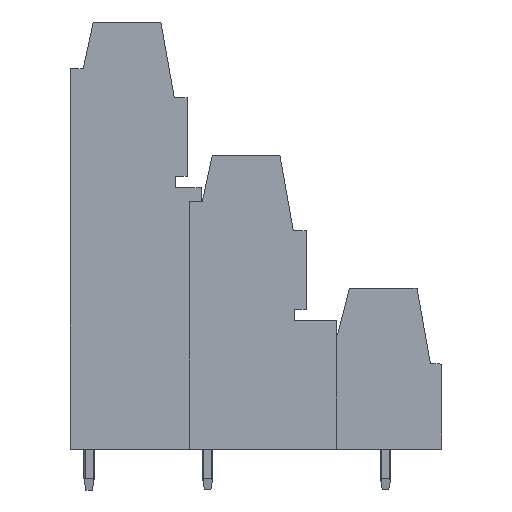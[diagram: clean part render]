
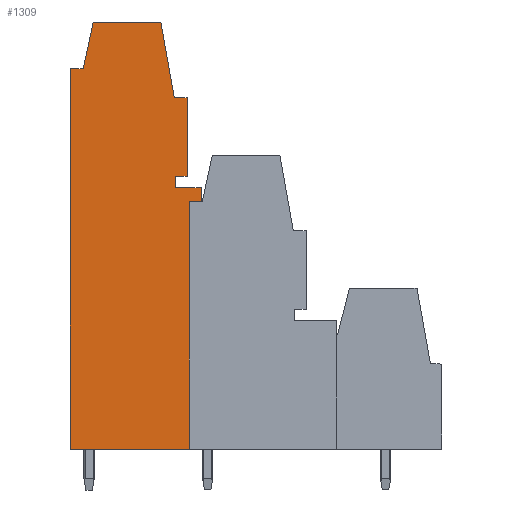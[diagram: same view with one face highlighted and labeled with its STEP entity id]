
A CAD part, left-side view. The second image highlights one B-rep face of the part: STEP entity #1309.
In plain terms, the highlighted planar face has unit normal (-1, 0, 0).
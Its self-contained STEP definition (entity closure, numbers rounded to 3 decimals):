
#1112=AXIS2_PLACEMENT_3D('Plane Axis2P3D',#1109,#1110,#1111) ;
#997=CARTESIAN_POINT('Vertex',(2.54,20.6,24.7)) ;
#1000=CARTESIAN_POINT('Line Origine',(2.54,21.1,24.7)) ;
#1004=CARTESIAN_POINT('Vertex',(2.54,21.6,24.7)) ;
#1030=CARTESIAN_POINT('Vertex',(2.54,21.6,3.5)) ;
#1033=CARTESIAN_POINT('Line Origine',(2.54,26.7,3.5)) ;
#1037=CARTESIAN_POINT('Vertex',(2.54,31.8,3.5)) ;
#1109=CARTESIAN_POINT('Axis2P3D Location',(2.54,35.177,3.5)) ;
#1213=CARTESIAN_POINT('Line Origine',(2.54,20.6,25.3)) ;
#1217=CARTESIAN_POINT('Vertex',(2.54,20.6,25.9)) ;
#1220=CARTESIAN_POINT('Line Origine',(2.54,21.7,25.9)) ;
#1224=CARTESIAN_POINT('Vertex',(2.54,22.8,25.9)) ;
#1227=CARTESIAN_POINT('Line Origine',(2.54,22.8,26.4)) ;
#1231=CARTESIAN_POINT('Vertex',(2.54,22.8,26.9)) ;
#1234=CARTESIAN_POINT('Line Origine',(2.54,22.3,26.9)) ;
#1238=CARTESIAN_POINT('Vertex',(2.54,21.8,26.9)) ;
#1241=CARTESIAN_POINT('Line Origine',(2.54,21.8,30.25)) ;
#1245=CARTESIAN_POINT('Vertex',(2.54,21.8,33.6)) ;
#1248=CARTESIAN_POINT('Line Origine',(2.54,22.352,33.6)) ;
#1252=CARTESIAN_POINT('Vertex',(2.54,22.904,33.6)) ;
#1255=CARTESIAN_POINT('Line Origine',(2.54,23.477,36.85)) ;
#1259=CARTESIAN_POINT('Vertex',(2.54,24.05,40.1)) ;
#1262=CARTESIAN_POINT('Line Origine',(2.54,26.95,40.1)) ;
#1266=CARTESIAN_POINT('Vertex',(2.54,29.85,40.1)) ;
#1269=CARTESIAN_POINT('Line Origine',(2.54,30.275,38.1)) ;
#1273=CARTESIAN_POINT('Vertex',(2.54,30.7,36.1)) ;
#1276=CARTESIAN_POINT('Line Origine',(2.54,31.25,36.1)) ;
#1280=CARTESIAN_POINT('Vertex',(2.54,31.8,36.1)) ;
#1283=CARTESIAN_POINT('Line Origine',(2.54,31.8,19.8)) ;
#1288=CARTESIAN_POINT('Line Origine',(2.54,21.6,14.1)) ;
#1001=DIRECTION('Vector Direction',(0.,1.,0.)) ;
#1034=DIRECTION('Vector Direction',(0.,-1.,0.)) ;
#1110=DIRECTION('Axis2P3D Direction',(-1.,0.,0.)) ;
#1111=DIRECTION('Axis2P3D XDirection',(0.,-1.,0.)) ;
#1214=DIRECTION('Vector Direction',(0.,0.,1.)) ;
#1221=DIRECTION('Vector Direction',(0.,1.,0.)) ;
#1228=DIRECTION('Vector Direction',(0.,0.,-1.)) ;
#1235=DIRECTION('Vector Direction',(0.,1.,0.)) ;
#1242=DIRECTION('Vector Direction',(0.,0.,-1.)) ;
#1249=DIRECTION('Vector Direction',(0.,-1.,0.)) ;
#1256=DIRECTION('Vector Direction',(0.,-0.174,-0.985)) ;
#1263=DIRECTION('Vector Direction',(0.,-1.,0.)) ;
#1270=DIRECTION('Vector Direction',(0.,-0.208,0.978)) ;
#1277=DIRECTION('Vector Direction',(0.,-1.,0.)) ;
#1284=DIRECTION('Vector Direction',(0.,0.,1.)) ;
#1289=DIRECTION('Vector Direction',(0.,0.,1.)) ;
#1002=VECTOR('Line Direction',#1001,1.) ;
#1035=VECTOR('Line Direction',#1034,1.) ;
#1215=VECTOR('Line Direction',#1214,1.) ;
#1222=VECTOR('Line Direction',#1221,1.) ;
#1229=VECTOR('Line Direction',#1228,1.) ;
#1236=VECTOR('Line Direction',#1235,1.) ;
#1243=VECTOR('Line Direction',#1242,1.) ;
#1250=VECTOR('Line Direction',#1249,1.) ;
#1257=VECTOR('Line Direction',#1256,1.) ;
#1264=VECTOR('Line Direction',#1263,1.) ;
#1271=VECTOR('Line Direction',#1270,1.) ;
#1278=VECTOR('Line Direction',#1277,1.) ;
#1285=VECTOR('Line Direction',#1284,1.) ;
#1290=VECTOR('Line Direction',#1289,1.) ;
#1294=ORIENTED_EDGE('',*,*,#1219,.T.) ;
#1295=ORIENTED_EDGE('',*,*,#1226,.T.) ;
#1296=ORIENTED_EDGE('',*,*,#1233,.F.) ;
#1297=ORIENTED_EDGE('',*,*,#1240,.F.) ;
#1298=ORIENTED_EDGE('',*,*,#1247,.F.) ;
#1299=ORIENTED_EDGE('',*,*,#1254,.F.) ;
#1300=ORIENTED_EDGE('',*,*,#1261,.F.) ;
#1301=ORIENTED_EDGE('',*,*,#1268,.F.) ;
#1302=ORIENTED_EDGE('',*,*,#1275,.F.) ;
#1303=ORIENTED_EDGE('',*,*,#1282,.F.) ;
#1304=ORIENTED_EDGE('',*,*,#1287,.F.) ;
#1305=ORIENTED_EDGE('',*,*,#1039,.T.) ;
#1306=ORIENTED_EDGE('',*,*,#1292,.T.) ;
#1307=ORIENTED_EDGE('',*,*,#1006,.F.) ;
#1309=ADVANCED_FACE('HOUSING',(#1308),#1113,.T.) ;
#1006=EDGE_CURVE('',#998,#1005,#1003,.T.) ;
#1039=EDGE_CURVE('',#1038,#1031,#1036,.T.) ;
#1219=EDGE_CURVE('',#998,#1218,#1216,.T.) ;
#1226=EDGE_CURVE('',#1218,#1225,#1223,.T.) ;
#1233=EDGE_CURVE('',#1232,#1225,#1230,.T.) ;
#1240=EDGE_CURVE('',#1239,#1232,#1237,.T.) ;
#1247=EDGE_CURVE('',#1246,#1239,#1244,.T.) ;
#1254=EDGE_CURVE('',#1253,#1246,#1251,.T.) ;
#1261=EDGE_CURVE('',#1260,#1253,#1258,.T.) ;
#1268=EDGE_CURVE('',#1267,#1260,#1265,.T.) ;
#1275=EDGE_CURVE('',#1274,#1267,#1272,.T.) ;
#1282=EDGE_CURVE('',#1281,#1274,#1279,.T.) ;
#1287=EDGE_CURVE('',#1038,#1281,#1286,.T.) ;
#1292=EDGE_CURVE('',#1031,#1005,#1291,.T.) ;
#1293=EDGE_LOOP('',(#1294,#1295,#1296,#1297,#1298,#1299,#1300,#1301,#1302,#1303,#1304,#1305,#1306,#1307)) ;
#1308=FACE_OUTER_BOUND('',#1293,.T.) ;
#1003=LINE('Line',#1000,#1002) ;
#1036=LINE('Line',#1033,#1035) ;
#1216=LINE('Line',#1213,#1215) ;
#1223=LINE('Line',#1220,#1222) ;
#1230=LINE('Line',#1227,#1229) ;
#1237=LINE('Line',#1234,#1236) ;
#1244=LINE('Line',#1241,#1243) ;
#1251=LINE('Line',#1248,#1250) ;
#1258=LINE('Line',#1255,#1257) ;
#1265=LINE('Line',#1262,#1264) ;
#1272=LINE('Line',#1269,#1271) ;
#1279=LINE('Line',#1276,#1278) ;
#1286=LINE('Line',#1283,#1285) ;
#1291=LINE('Line',#1288,#1290) ;
#1113=PLANE('',#1112) ;
#998=VERTEX_POINT('',#997) ;
#1005=VERTEX_POINT('',#1004) ;
#1031=VERTEX_POINT('',#1030) ;
#1038=VERTEX_POINT('',#1037) ;
#1218=VERTEX_POINT('',#1217) ;
#1225=VERTEX_POINT('',#1224) ;
#1232=VERTEX_POINT('',#1231) ;
#1239=VERTEX_POINT('',#1238) ;
#1246=VERTEX_POINT('',#1245) ;
#1253=VERTEX_POINT('',#1252) ;
#1260=VERTEX_POINT('',#1259) ;
#1267=VERTEX_POINT('',#1266) ;
#1274=VERTEX_POINT('',#1273) ;
#1281=VERTEX_POINT('',#1280) ;
